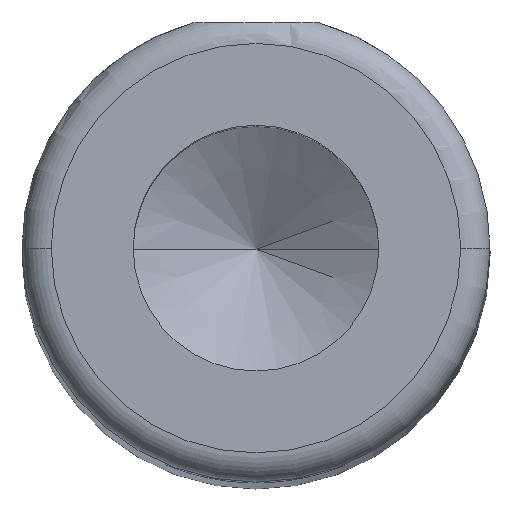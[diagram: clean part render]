
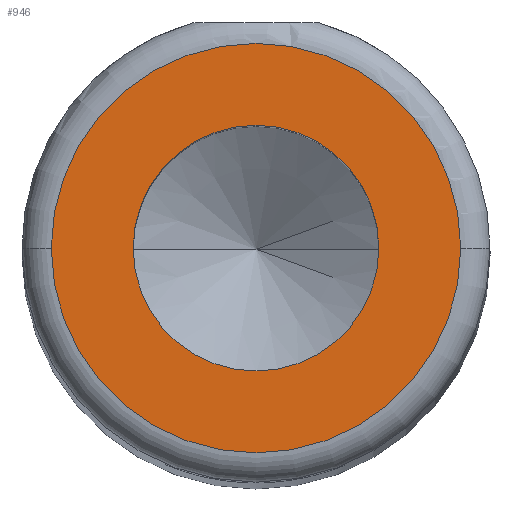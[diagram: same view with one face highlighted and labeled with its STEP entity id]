
A CAD part, top view. The second image highlights one B-rep face of the part: STEP entity #946.
In plain terms, the highlighted planar face has unit normal (0, 0, 1).
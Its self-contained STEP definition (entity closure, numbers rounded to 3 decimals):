
#32 = CARTESIAN_POINT ( 'NONE',  ( 2.1, 0., 35. ) ) ;
#38 = CIRCLE ( 'NONE', #491, 2.1 ) ;
#48 = EDGE_CURVE ( 'NONE', #72, #992, #281, .T. ) ;
#72 = VERTEX_POINT ( 'NONE', #887 ) ;
#97 = AXIS2_PLACEMENT_3D ( 'NONE', #99, #808, #192 ) ;
#99 = CARTESIAN_POINT ( 'NONE',  ( 0., 0., 35. ) ) ;
#126 = DIRECTION ( 'NONE',  ( 1., 0., 0. ) ) ;
#128 = ORIENTED_EDGE ( 'NONE', *, *, #155, .T. ) ;
#155 = EDGE_CURVE ( 'NONE', #697, #1214, #1144, .T. ) ;
#192 = DIRECTION ( 'NONE',  ( 1., 0., 0. ) ) ;
#222 = CARTESIAN_POINT ( 'NONE',  ( 0., 0., 35. ) ) ;
#233 = CIRCLE ( 'NONE', #567, 3.5 ) ;
#281 = CIRCLE ( 'NONE', #462, 2.1 ) ;
#323 = DIRECTION ( 'NONE',  ( 0., 0., 1. ) ) ;
#327 = DIRECTION ( 'NONE',  ( 1., 0., 0. ) ) ;
#462 = AXIS2_PLACEMENT_3D ( 'NONE', #583, #1275, #688 ) ;
#480 = FACE_BOUND ( 'NONE', #1010, .T. ) ;
#485 = CARTESIAN_POINT ( 'NONE',  ( -3.5, 0., 35. ) ) ;
#491 = AXIS2_PLACEMENT_3D ( 'NONE', #931, #323, #1027 ) ;
#567 = AXIS2_PLACEMENT_3D ( 'NONE', #222, #939, #327 ) ;
#583 = CARTESIAN_POINT ( 'NONE',  ( 0., 0., 35. ) ) ;
#635 = PLANE ( 'NONE',  #681 ) ;
#681 = AXIS2_PLACEMENT_3D ( 'NONE', #1019, #734, #126 ) ;
#688 = DIRECTION ( 'NONE',  ( 1., 0., 0. ) ) ;
#697 = VERTEX_POINT ( 'NONE', #1131 ) ;
#718 = EDGE_CURVE ( 'NONE', #992, #72, #38, .T. ) ;
#734 = DIRECTION ( 'NONE',  ( 0., 0., 1. ) ) ;
#745 = EDGE_CURVE ( 'NONE', #1214, #697, #233, .T. ) ;
#794 = ORIENTED_EDGE ( 'NONE', *, *, #745, .T. ) ;
#808 = DIRECTION ( 'NONE',  ( 0., 0., 1. ) ) ;
#816 = ORIENTED_EDGE ( 'NONE', *, *, #48, .F. ) ;
#887 = CARTESIAN_POINT ( 'NONE',  ( -2.1, 0., 35. ) ) ;
#898 = EDGE_LOOP ( 'NONE', ( #128, #794 ) ) ;
#904 = ORIENTED_EDGE ( 'NONE', *, *, #718, .F. ) ;
#931 = CARTESIAN_POINT ( 'NONE',  ( 0., 0., 35. ) ) ;
#939 = DIRECTION ( 'NONE',  ( 0., 0., 1. ) ) ;
#946 = ADVANCED_FACE ( 'NONE', ( #480, #1254 ), #635, .T. ) ;
#992 = VERTEX_POINT ( 'NONE', #32 ) ;
#1010 = EDGE_LOOP ( 'NONE', ( #904, #816 ) ) ;
#1019 = CARTESIAN_POINT ( 'NONE',  ( 0., 0., 35. ) ) ;
#1027 = DIRECTION ( 'NONE',  ( 1., 0., 0. ) ) ;
#1131 = CARTESIAN_POINT ( 'NONE',  ( 3.5, 0., 35. ) ) ;
#1144 = CIRCLE ( 'NONE', #97, 3.5 ) ;
#1214 = VERTEX_POINT ( 'NONE', #485 ) ;
#1254 = FACE_OUTER_BOUND ( 'NONE', #898, .T. ) ;
#1275 = DIRECTION ( 'NONE',  ( 0., 0., 1. ) ) ;
